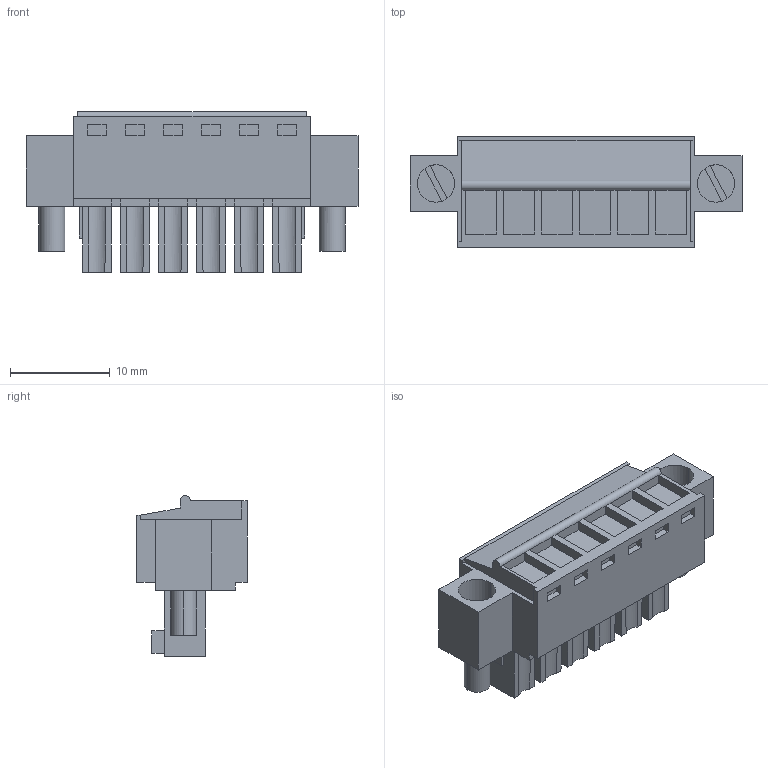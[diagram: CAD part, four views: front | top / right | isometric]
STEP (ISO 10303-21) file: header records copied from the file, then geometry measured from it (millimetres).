
FILE_DESCRIPTION(('CATIA V5 STEP','CAx-IF Rec.Pracs.--- Model Styling and Organization---1.2---2011-12-15'),'2;1');
FILE_NAME ('D1459732_0_1941050000_1941050000.stp','2017-04-14T13:28:52+00:00',('none'),('Weidmueller'),'CATIA Version 5-6 Release 2014','CATIA V5 STEP AP214','none');
FILE_SCHEMA(('AUTOMOTIVE_DESIGN { 1 0 10303 214 1 1 1 1 }'));
Length unit declared in the file: millimetre
Products named in the file (1): 1941050000
Bounding box: 33.25 x 11.1 x 16.1 mm (x, y, z)
Volume: 2738.4 mm3; surface area: 2819 mm2
Topology: 9 solids, 9 shells, 352 faces, 883 edges, 583 vertices
Faces by surface type: plane 287, cylinder 65
Entity records: 9961 total; most frequent: CARTESIAN_POINT 1935, ORIENTED_EDGE 1766, DIRECTION 1360, EDGE_CURVE 883, VECTOR 709, LINE 709, VERTEX_POINT 583, AXIS2_PLACEMENT_3D 396
